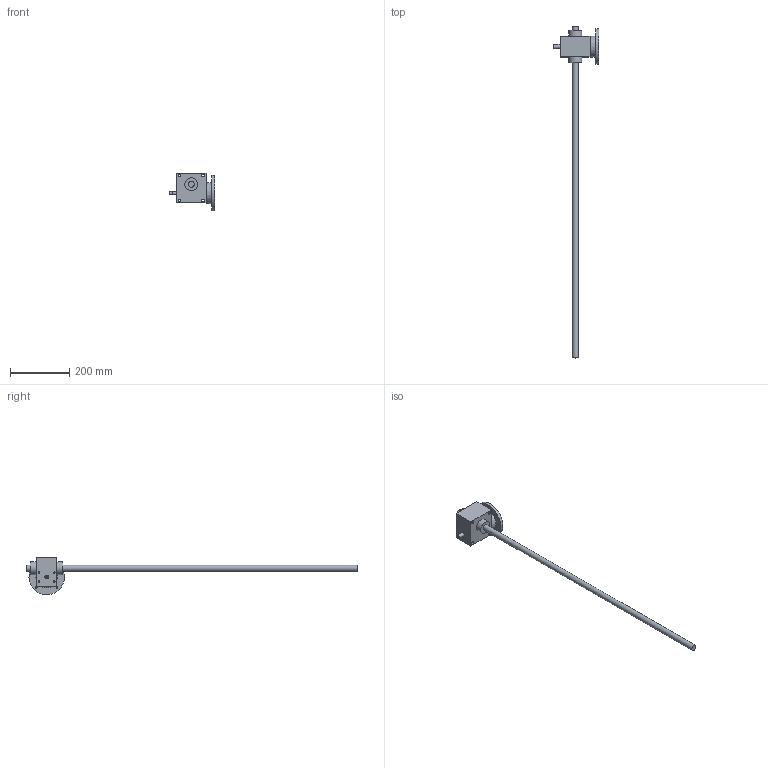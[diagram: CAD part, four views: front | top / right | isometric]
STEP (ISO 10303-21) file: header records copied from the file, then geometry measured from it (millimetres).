
FILE_DESCRIPTION( ( 'STEP AP214' ), ' ' );
FILE_NAME( 'XTP204_MBD_56_B5_R.1_5_C.1000_-_-_-_-_-_-_-.stp', '2017-08-20T14:35:47', ( '' ), ( '' ), ' ', 'PARTsolutions', ' ' );
FILE_SCHEMA( ( 'AUTOMOTIVE_DESIGN { 1 0 10303 214 1 1 1 1 }' ) );
Length unit declared in the file: millimetre
Products named in the file (5): XTP204_MBD_56/B5_R.1/5_C.1000_-_-_-_-_-_-_-; _XTP204_4_1000_1_1_1_1_11-1; _XTP204-2; _TP204_1000_1_1_11-3; _204_1-fl
Assembly tree (4 placements, depth 2):
  XTP204_MBD_56/B5_R.1/5_C.1000_-_-_-_-_-_-_-
    _XTP204_4_1000_1_1_1_1_11-1
    _XTP204-2
    _TP204_1000_1_1_11-3
    _204_1-fl
Bounding box: 155 x 1125 x 127.5 mm (x, y, z)
Volume: 1245934.8 mm3; surface area: 176290.7 mm2
Topology: 4 solids, 4 shells, 176 faces, 440 edges, 287 vertices
Faces by surface type: plane 98, cylinder 57, cone 21
Full cylindrical faces by diameter (mm): 4.134 x5, 4.917 x4, 9 x4, 12 x2, 16 x1, 20 x1, 25 x1, 44 x2, 80 x1, 120 x1
Entity records: 6580 total; most frequent: CARTESIAN_POINT 916, DIRECTION 880, ORIENTED_EDGE 782, EDGE_CURVE 391, AXIS2_PLACEMENT_3D 310, VERTEX_POINT 286, LINE 260, VECTOR 260
